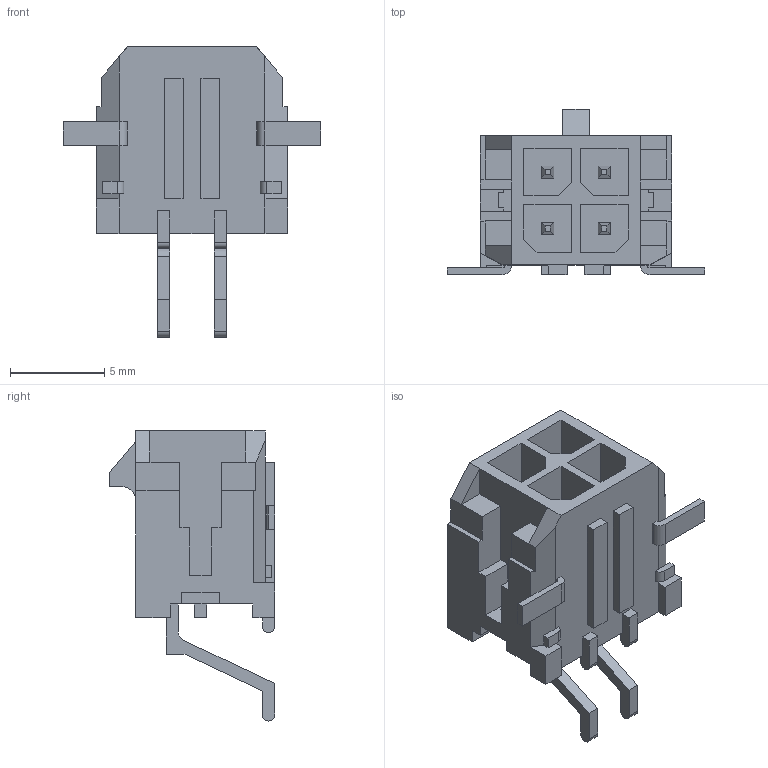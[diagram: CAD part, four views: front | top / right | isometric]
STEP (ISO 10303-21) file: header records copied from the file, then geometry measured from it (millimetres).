
FILE_DESCRIPTION((''),'2;1');
FILE_NAME('430450410','2016-02-03T',('me'),(''),'PRO/ENGINEER BY PARAMETRIC TECHNOLOGY CORPORATION, 2011490','PRO/ENGINEER BY PARAMETRIC TECHNOLOGY CORPORATION, 2011490','');
FILE_SCHEMA(('CONFIG_CONTROL_DESIGN'));
Length unit declared in the file: millimetre
Products named in the file (1): 430450410
Bounding box: 13.65 x 8.77 x 15.4 mm (x, y, z)
Volume: 438.6 mm3; surface area: 941.1 mm2
Topology: 1 solids, 3 shells, 273 faces, 740 edges, 488 vertices
Faces by surface type: plane 260, cylinder 13
Entity records: 8373 total; most frequent: CARTESIAN_POINT 1474, ORIENTED_EDGE 1428, DIRECTION 1314, VECTOR 714, LINE 714, EDGE_CURVE 714, VERTEX_POINT 460, AXIS2_PLACEMENT_3D 300
